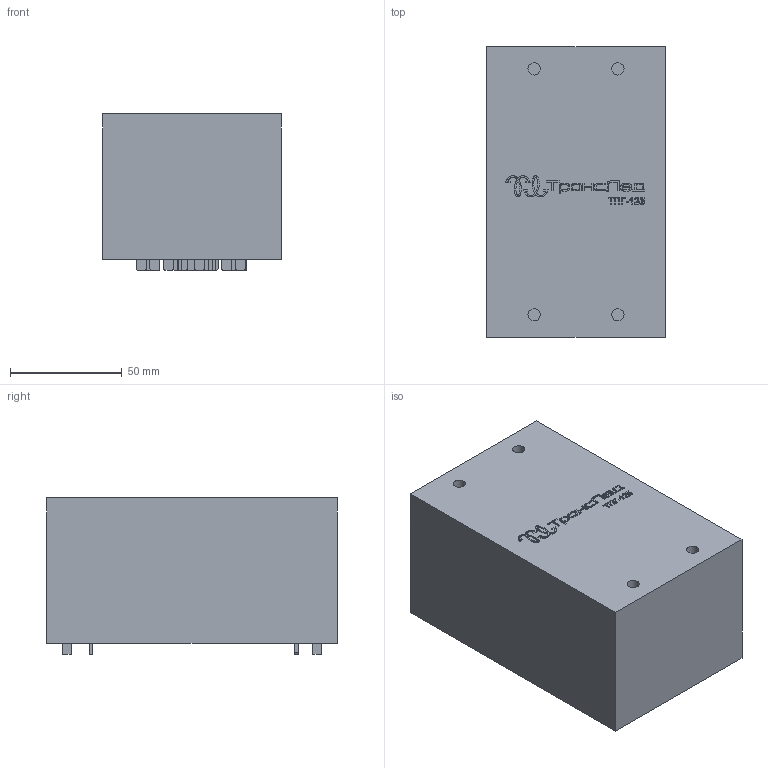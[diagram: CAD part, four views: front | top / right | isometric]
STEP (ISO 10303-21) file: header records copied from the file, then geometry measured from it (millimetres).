
FILE_DESCRIPTION(/* description */ (''),/* implementation_level */ '2;1');
FILE_NAME(/* name */ 'TPG-125.step',/* time_stamp */ '2022-11-06T15:24:25+03:00',/* author */ (''),/* organization */ (''),/* preprocessor_version */ 'ST-DEVELOPER v19.2',/* originating_system */ 'Autodesk Translation Framework v11.17.0.187',/* authorisation */ '');
FILE_SCHEMA (('AUTOMOTIVE_DESIGN { 1 0 10303 214 3 1 1 }'));
Length unit declared in the file: millimetre
Products named in the file (1): TPG-125
Bounding box: 80 x 130 x 70.2 mm (x, y, z)
Volume: 671529 mm3; surface area: 51049.7 mm2
Topology: 35 solids, 35 shells, 570 faces, 1485 edges, 990 vertices
Faces by surface type: plane 352, bspline 196, cylinder 22
Full cylindrical faces by diameter (mm): 5.5 x4
Entity records: 18007 total; most frequent: CARTESIAN_POINT 5690, ORIENTED_EDGE 2970, DIRECTION 1907, EDGE_CURVE 1485, LINE 1049, VECTOR 1049, VERTEX_POINT 990, EDGE_LOOP 585
